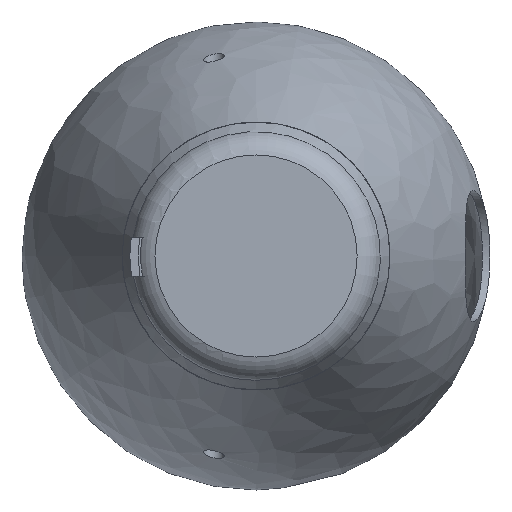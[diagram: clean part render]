
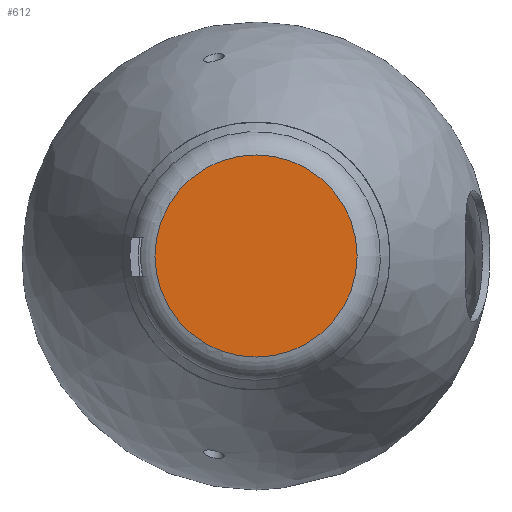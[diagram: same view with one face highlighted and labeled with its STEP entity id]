
A CAD part, front view. The second image highlights one B-rep face of the part: STEP entity #612.
In plain terms, the highlighted planar face has unit normal (0, -1, 0).
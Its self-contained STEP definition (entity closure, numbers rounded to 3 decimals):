
#73=CIRCLE('',#685,27.);
#100=FACE_OUTER_BOUND('',#137,.T.);
#137=EDGE_LOOP('',(#494));
#278=VERTEX_POINT('',#1021);
#345=EDGE_CURVE('',#278,#278,#73,.T.);
#494=ORIENTED_EDGE('',*,*,#345,.F.);
#588=PLANE('',#692);
#612=ADVANCED_FACE('',(#100),#588,.T.);
#685=AXIS2_PLACEMENT_3D('',#1023,#760,#761);
#692=AXIS2_PLACEMENT_3D('',#1495,#777,#778);
#760=DIRECTION('center_axis',(0.,1.,0.));
#761=DIRECTION('ref_axis',(1.,0.,0.));
#777=DIRECTION('center_axis',(0.,-1.,0.));
#778=DIRECTION('ref_axis',(0.,0.,-1.));
#1021=CARTESIAN_POINT('',(2.48,-76.694,-27.));
#1023=CARTESIAN_POINT('Origin',(2.48,-76.694,0.));
#1495=CARTESIAN_POINT('Origin',(-24.52,-76.694,0.));
